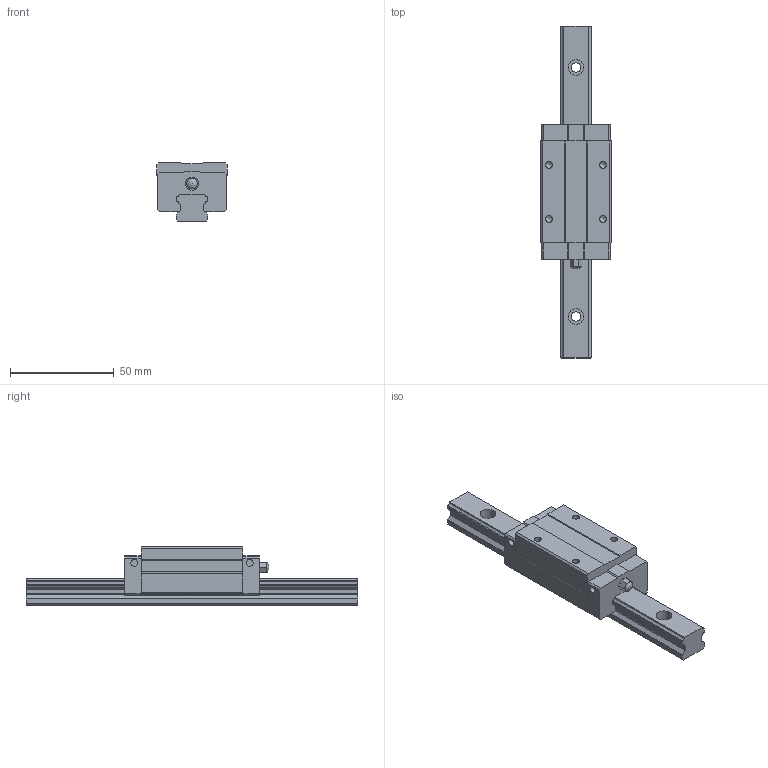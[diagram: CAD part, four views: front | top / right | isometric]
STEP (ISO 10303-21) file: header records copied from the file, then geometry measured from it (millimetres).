
FILE_DESCRIPTION(/* description */ ('Unknown'),/* implementation_level */ '2;1');
FILE_NAME(/* name */ 'H15RLUU1-160L20_20',/* time_stamp */ '2023-09-15T11:17:16+09:00',/* author */ ('Unknown'),/* organization */ ('Unknown'),/* preprocessor_version */ 'ST-DEVELOPER v18.102',/* originating_system */ 'Solid Edge',/* authorisation */ 'Unknown');
FILE_SCHEMA (('AUTOMOTIVE_DESIGN {1 0 10303 214 3 1 1}'));
Length unit declared in the file: millimetre
Products named in the file (4): thisAsm; H15_RAIL; A-M5; H15RL_BLOCK
Assembly tree (3 placements, depth 2):
  thisAsm
    H15_RAIL
    A-M5
    H15RL_BLOCK
Bounding box: 34 x 160 x 28 mm (x, y, z)
Volume: 67559.6 mm3; surface area: 20538.8 mm2
Topology: 3 solids, 3 shells, 159 faces, 425 edges, 282 vertices
Faces by surface type: plane 90, cylinder 63, cone 5, sphere 1
Full cylindrical faces by diameter (mm): 3.242 x4, 3.3 x4, 4.134 x2, 4.5 x3, 5 x1, 6.3 x1, 7.5 x3
Entity records: 5617 total; most frequent: CARTESIAN_POINT 845, DIRECTION 842, ORIENTED_EDGE 782, EDGE_CURVE 391, AXIS2_PLACEMENT_3D 293, VERTEX_POINT 276, LINE 256, VECTOR 256
